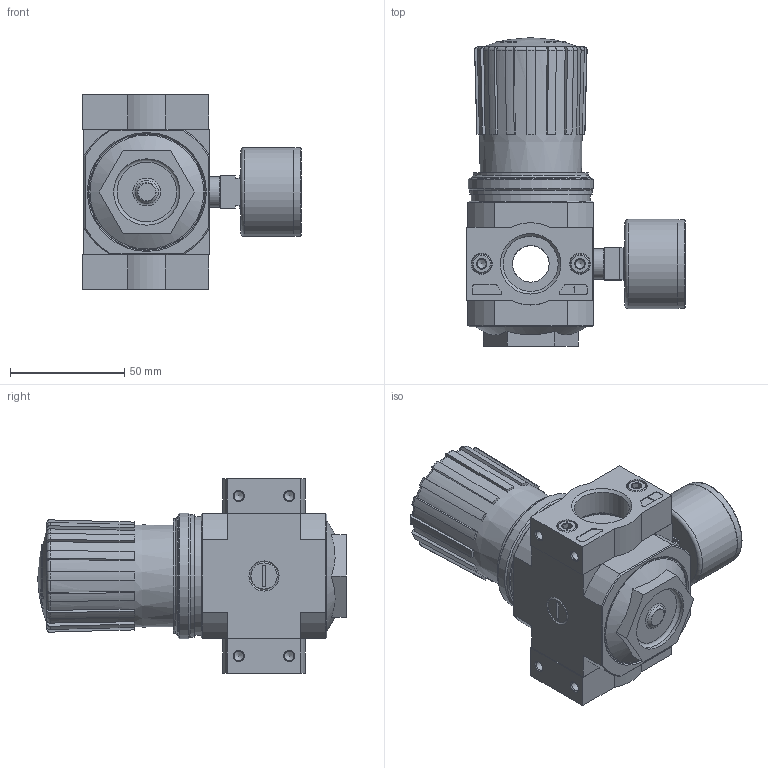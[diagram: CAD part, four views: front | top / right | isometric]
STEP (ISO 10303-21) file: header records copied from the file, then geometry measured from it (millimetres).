
FILE_DESCRIPTION(/* description */ ('STEP AP214'),/* implementation_level */ '2;1');
FILE_NAME(/* name */ '192317_LR-3_4-D-7-I-MIDI',/* time_stamp */ '2024-09-04T21:15:10+02:00',/* author */ ('License CC BY-ND 4.0'),/* organization */ ('CADENAS'),/* preprocessor_version */ 'ST-DEVELOPER v19.3',/* originating_system */ 'PARTsolutions',/* authorisation */ ' ');
FILE_SCHEMA (('AUTOMOTIVE_DESIGN {1 0 10303 214 3 1 1}'));
Length unit declared in the file: millimetre
Products named in the file (8): 192317 LR-3/4-D-7-I-MIDI-(0); 395469 LR-...-D-7-I-MIDI--(0); 398012 LRVS-D-MINI; 380307 PBL-3/4-D-MIDI-R---(0) p1; DIN-912 - M5x18(F); 380305 PBL-3/4-D-MIDI-L---(1) p1; 8003638 PAGN-40-10-G14; 373846 LR-MIDI
Assembly tree (10 placements, depth 2):
  192317 LR-3/4-D-7-I-MIDI-(0)
    395469 LR-...-D-7-I-MIDI--(0)
    398012 LRVS-D-MINI
    380307 PBL-3/4-D-MIDI-R---(0) p1
    DIN-912 - M5x18(F)  x4
    380305 PBL-3/4-D-MIDI-L---(1) p1
    8003638 PAGN-40-10-G14
    373846 LR-MIDI
Bounding box: 95.5 x 135 x 85 mm (x, y, z)
Volume: 351519.4 mm3; surface area: 61640.1 mm2
Topology: 10 solids, 11 shells, 498 faces, 1176 edges, 737 vertices
Faces by surface type: plane 262, cone 108, cylinder 81, torus 42, sphere 5
Full cylindrical faces by diameter (mm): 4.134 x8, 5 x4, 6.3 x1, 8.5 x4, 8.7 x1, 9.6 x1, 11 x1, 11.2 x1, 11.445 x2, 13.157 x2, 16 x1, 24.117 x2, 26.4 x1, 29 x1, 29.7 x1, 30.8 x1, 38.7 x1, 39 x2, 50.16 x1, 50.376 x1, 52 x1, 53.5 x1, 54.8 x1
Entity records: 13759 total; most frequent: CARTESIAN_POINT 2571, DIRECTION 1985, ORIENTED_EDGE 1822, EDGE_CURVE 911, AXIS2_PLACEMENT_3D 807, VERTEX_POINT 643, FACE_BOUND 566, EDGE_LOOP 561
